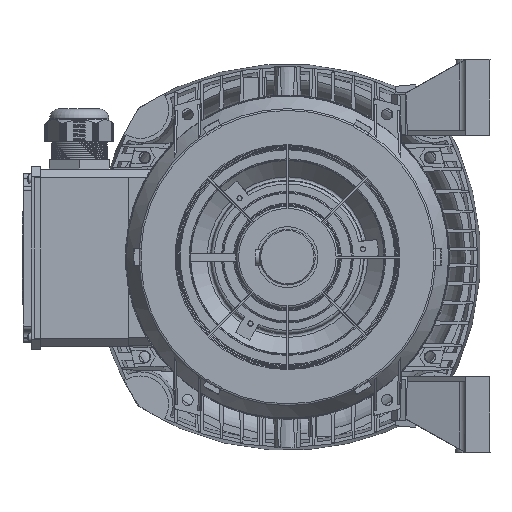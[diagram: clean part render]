
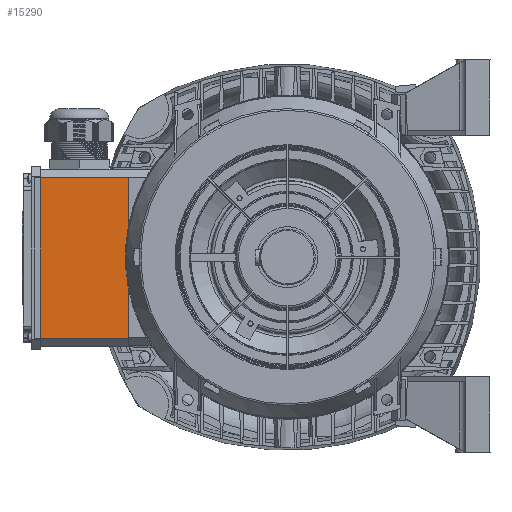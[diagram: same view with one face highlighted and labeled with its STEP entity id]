
A CAD part, left-side view. The second image highlights one B-rep face of the part: STEP entity #15290.
In plain terms, the highlighted planar face has unit normal (-1, 0, 0).
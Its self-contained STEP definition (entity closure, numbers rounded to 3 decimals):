
#15290=ADVANCED_FACE('',(#22860),#19144,.T.);
#19144=PLANE('',#99736);
#22860=FACE_OUTER_BOUND('',#28145,.T.);
#28145=EDGE_LOOP('',(#47926,#47927,#47928,#47929,#47930,#47931));
#47926=ORIENTED_EDGE('',*,*,#73305,.F.);
#47927=ORIENTED_EDGE('',*,*,#73306,.T.);
#47928=ORIENTED_EDGE('',*,*,#71764,.T.);
#47929=ORIENTED_EDGE('',*,*,#73307,.T.);
#47930=ORIENTED_EDGE('',*,*,#71760,.F.);
#47931=ORIENTED_EDGE('',*,*,#73297,.F.);
#59182=VERTEX_POINT('',#136521);
#59217=VERTEX_POINT('',#136591);
#60646=VERTEX_POINT('',#142116);
#60647=VERTEX_POINT('',#142118);
#61670=VERTEX_POINT('',#148941);
#61675=VERTEX_POINT('',#148958);
#71760=EDGE_CURVE('',#60646,#60647,#83604,.T.);
#71764=EDGE_CURVE('',#59217,#59182,#83608,.T.);
#73297=EDGE_CURVE('',#61670,#60646,#84201,.T.);
#73305=EDGE_CURVE('',#61675,#61670,#84209,.T.);
#73306=EDGE_CURVE('',#61675,#59217,#84210,.T.);
#73307=EDGE_CURVE('',#59182,#60647,#84211,.T.);
#83604=LINE('',#142117,#92874);
#83608=LINE('',#142125,#92878);
#84201=LINE('',#148942,#93471);
#84209=LINE('',#148957,#93479);
#84210=LINE('',#148959,#93480);
#84211=LINE('',#148960,#93481);
#92874=VECTOR('',#115541,1.);
#92878=VECTOR('',#115549,1.);
#93471=VECTOR('',#118518,1.);
#93479=VECTOR('',#118532,1.);
#93480=VECTOR('',#118533,1.);
#93481=VECTOR('',#118534,1.);
#99736=AXIS2_PLACEMENT_3D('',#148961,#118535,#118536);
#115541=DIRECTION('',(0.,-1.,0.));
#115549=DIRECTION('',(0.,0.,1.));
#118518=DIRECTION('',(0.,0.,1.));
#118532=DIRECTION('',(0.,1.,0.));
#118533=DIRECTION('',(0.,0.,1.));
#118534=DIRECTION('',(0.,0.,1.));
#118535=DIRECTION('',(-1.,0.,0.));
#118536=DIRECTION('',(0.,0.,1.));
#136521=CARTESIAN_POINT('',(165.705,157.,30.838));
#136591=CARTESIAN_POINT('',(165.705,157.,-30.838));
#142116=CARTESIAN_POINT('',(165.705,248.,78.821));
#142117=CARTESIAN_POINT('',(165.705,248.,78.821));
#142118=CARTESIAN_POINT('',(165.705,157.,78.821));
#142125=CARTESIAN_POINT('',(165.705,157.,-79.821));
#148941=CARTESIAN_POINT('',(165.705,248.,-79.821));
#148942=CARTESIAN_POINT('',(165.705,248.,-79.821));
#148957=CARTESIAN_POINT('',(165.705,157.,-79.821));
#148958=CARTESIAN_POINT('',(165.705,157.,-79.821));
#148959=CARTESIAN_POINT('',(165.705,157.,-79.821));
#148960=CARTESIAN_POINT('',(165.705,157.,-79.821));
#148961=CARTESIAN_POINT('',(165.705,248.2,79.021));
